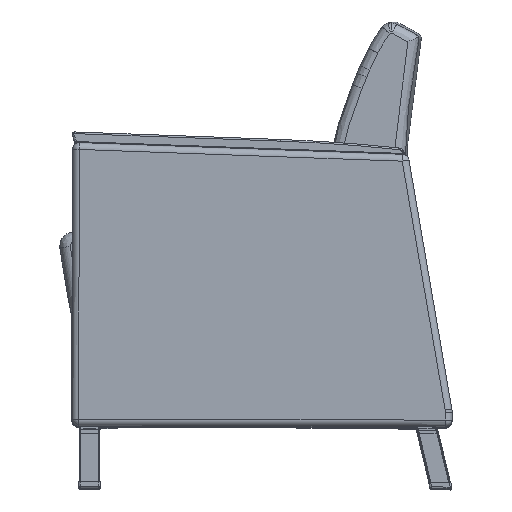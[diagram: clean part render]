
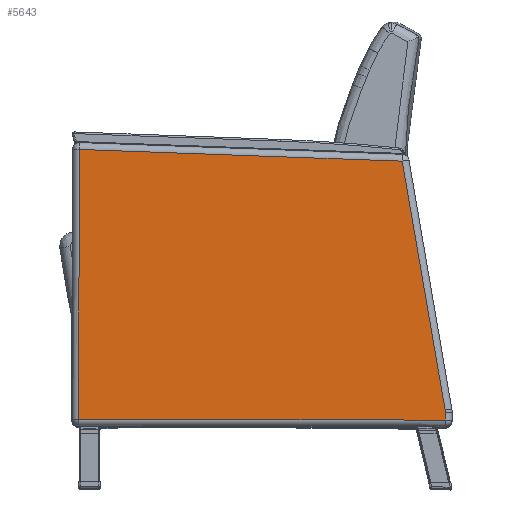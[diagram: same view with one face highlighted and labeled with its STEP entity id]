
A CAD part, top view. The second image highlights one B-rep face of the part: STEP entity #5643.
In plain terms, the highlighted face is planar.
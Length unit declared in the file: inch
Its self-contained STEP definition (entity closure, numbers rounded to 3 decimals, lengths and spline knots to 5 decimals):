
#328=PLANE('',#6368);
#690=LINE('',#12817,#1037);
#693=LINE('',#12824,#1040);
#699=LINE('',#12874,#1046);
#700=LINE('',#12907,#1047);
#705=LINE('',#12926,#1052);
#1037=VECTOR('',#7574,0.3937);
#1040=VECTOR('',#7581,0.3937);
#1046=VECTOR('',#7603,0.3937);
#1047=VECTOR('',#7612,0.3937);
#1052=VECTOR('',#7637,0.3937);
#1493=FACE_OUTER_BOUND('',#1857,.T.);
#1857=EDGE_LOOP('',(#5016,#5017,#5018,#5019,#5020,#5021));
#2068=CIRCLE('',#6346,2.76057);
#2729=VERTEX_POINT('',#12775);
#2735=VERTEX_POINT('',#12792);
#2742=VERTEX_POINT('',#12820);
#2752=VERTEX_POINT('',#12871);
#2753=VERTEX_POINT('',#12873);
#2755=VERTEX_POINT('',#12892);
#3485=EDGE_CURVE('',#2729,#2735,#690,.T.);
#3489=EDGE_CURVE('',#2735,#2742,#693,.T.);
#3501=EDGE_CURVE('',#2752,#2753,#699,.T.);
#3504=EDGE_CURVE('',#2753,#2755,#2068,.T.);
#3506=EDGE_CURVE('',#2755,#2729,#700,.T.);
#3517=EDGE_CURVE('',#2742,#2752,#705,.T.);
#5016=ORIENTED_EDGE('',*,*,#3501,.F.);
#5017=ORIENTED_EDGE('',*,*,#3517,.F.);
#5018=ORIENTED_EDGE('',*,*,#3489,.F.);
#5019=ORIENTED_EDGE('',*,*,#3485,.F.);
#5020=ORIENTED_EDGE('',*,*,#3506,.F.);
#5021=ORIENTED_EDGE('',*,*,#3504,.F.);
#5643=ADVANCED_FACE('',(#1493),#328,.F.);
#6346=AXIS2_PLACEMENT_3D('',#12893,#7608,#7609);
#6368=AXIS2_PLACEMENT_3D('',#12941,#7662,#7663);
#7574=DIRECTION('',(1.,0.,0.));
#7581=DIRECTION('',(0.,1.,0.));
#7603=DIRECTION('',(-0.171,-0.985,0.));
#7608=DIRECTION('center_axis',(0.,0.,1.));
#7609=DIRECTION('ref_axis',(-0.998,0.067,0.));
#7612=DIRECTION('',(0.,-1.,0.));
#7637=DIRECTION('',(-0.999,-0.034,0.));
#7662=DIRECTION('center_axis',(0.,0.,1.));
#7663=DIRECTION('ref_axis',(1.,0.,0.));
#12775=CARTESIAN_POINT('',(-12.80724,-9.46034,-1.5));
#12792=CARTESIAN_POINT('',(13.64695,-9.46034,-1.5));
#12817=CARTESIAN_POINT('',(-6.44369,-9.46034,-1.5));
#12820=CARTESIAN_POINT('',(13.64695,10.02647,-1.5));
#12824=CARTESIAN_POINT('',(13.64695,-4.83864,-1.5));
#12871=CARTESIAN_POINT('',(-9.67074,9.22367,-1.5));
#12873=CARTESIAN_POINT('',(-12.79597,-8.73029,-1.5));
#12874=CARTESIAN_POINT('',(-10.27762,5.73723,-1.5));
#12892=CARTESIAN_POINT('',(-12.80724,-8.90205,-1.5));
#12893=CARTESIAN_POINT('Origin',(-10.04831,-8.99696,-1.5));
#12907=CARTESIAN_POINT('',(-12.80724,-4.30537,-1.5));
#12926=CARTESIAN_POINT('',(6.8737,9.79327,-1.5));
#12941=CARTESIAN_POINT('Origin',(0.41985,0.28306,-1.5));
